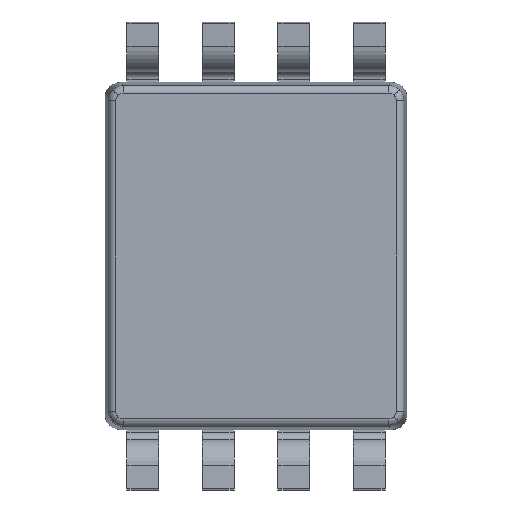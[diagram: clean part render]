
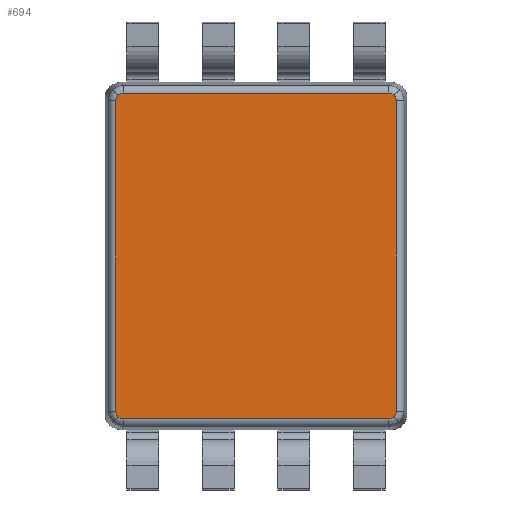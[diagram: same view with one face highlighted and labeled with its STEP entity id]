
A CAD part, front view. The second image highlights one B-rep face of the part: STEP entity #694.
In plain terms, the highlighted planar face has unit normal (0, -1, 0).
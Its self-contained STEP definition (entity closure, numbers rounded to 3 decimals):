
#61 = CARTESIAN_POINT ( 'NONE',  ( -0.929, -0.45, 1.029 ) ) ;
#209 = CARTESIAN_POINT ( 'NONE',  ( 0.905, -0.45, 1.074 ) ) ;
#211 = ORIENTED_EDGE ( 'NONE', *, *, #1611, .T. ) ;
#252 = DIRECTION ( 'NONE',  ( 0., 1., 0. ) ) ;
#318 = VERTEX_POINT ( 'NONE', #1088 ) ;
#399 =( BOUNDED_CURVE ( )  B_SPLINE_CURVE ( 3, ( #631, #3606, #2803, #3239 ),
 .UNSPECIFIED., .F., .T. ) 
 B_SPLINE_CURVE_WITH_KNOTS ( ( 4, 4 ),
 ( 5.499, 6.283 ),
 .UNSPECIFIED. ) 
 CURVE ( )  GEOMETRIC_REPRESENTATION_ITEM ( )  RATIONAL_B_SPLINE_CURVE ( ( 1., 0.949, 0.949, 1. ) ) 
 REPRESENTATION_ITEM ( '' )  );
#420 = CARTESIAN_POINT ( 'NONE',  ( 0.879, -0.45, 1.079 ) ) ;
#425 = VECTOR ( 'NONE', #3420, 1000. ) ;
#458 =( BOUNDED_CURVE ( )  B_SPLINE_CURVE ( 3, ( #2975, #1482, #3700, #2597 ),
 .UNSPECIFIED., .F., .F. ) 
 B_SPLINE_CURVE_WITH_KNOTS ( ( 4, 4 ),
 ( 5.499, 6.283 ),
 .UNSPECIFIED. ) 
 CURVE ( )  GEOMETRIC_REPRESENTATION_ITEM ( )  RATIONAL_B_SPLINE_CURVE ( ( 1., 0.949, 0.949, 1. ) ) 
 REPRESENTATION_ITEM ( '' )  );
#531 = CARTESIAN_POINT ( 'NONE',  ( -0.914, -0.45, 1.064 ) ) ;
#545 = VERTEX_POINT ( 'NONE', #3258 ) ;
#631 = CARTESIAN_POINT ( 'NONE',  ( -0.929, -0.45, -1.029 ) ) ;
#638 = ORIENTED_EDGE ( 'NONE', *, *, #4140, .T. ) ;
#655 = VECTOR ( 'NONE', #1891, 1000. ) ;
#666 = EDGE_CURVE ( 'NONE', #2417, #3321, #4535, .T. ) ;
#694 = ADVANCED_FACE ( 'NONE', ( #1657 ), #3666, .F. ) ;
#759 = EDGE_CURVE ( 'NONE', #4574, #2124, #4645, .T. ) ;
#767 =( BOUNDED_CURVE ( )  B_SPLINE_CURVE ( 3, ( #4492, #3757, #782, #3791 ),
 .UNSPECIFIED., .F., .T. ) 
 B_SPLINE_CURVE_WITH_KNOTS ( ( 4, 4 ),
 ( 5.499, 6.283 ),
 .UNSPECIFIED. ) 
 CURVE ( )  GEOMETRIC_REPRESENTATION_ITEM ( )  RATIONAL_B_SPLINE_CURVE ( ( 1., 0.949, 0.949, 1. ) ) 
 REPRESENTATION_ITEM ( '' )  );
#782 = CARTESIAN_POINT ( 'NONE',  ( 0.924, -0.45, 1.055 ) ) ;
#797 = ORIENTED_EDGE ( 'NONE', *, *, #1868, .T. ) ;
#820 = VECTOR ( 'NONE', #2269, 1000. ) ;
#850 =( BOUNDED_CURVE ( )  B_SPLINE_CURVE ( 3, ( #531, #1662, #3616, #2849 ),
 .UNSPECIFIED., .F., .F. ) 
 B_SPLINE_CURVE_WITH_KNOTS ( ( 4, 4 ),
 ( 0., 0.784 ),
 .UNSPECIFIED. ) 
 CURVE ( )  GEOMETRIC_REPRESENTATION_ITEM ( )  RATIONAL_B_SPLINE_CURVE ( ( 1., 0.949, 0.949, 1. ) ) 
 REPRESENTATION_ITEM ( '' )  );
#1008 = ORIENTED_EDGE ( 'NONE', *, *, #2632, .T. ) ;
#1088 = CARTESIAN_POINT ( 'NONE',  ( -0.929, -0.45, -1.029 ) ) ;
#1108 = DIRECTION ( 'NONE',  ( 0., 0., -1. ) ) ;
#1119 = CARTESIAN_POINT ( 'NONE',  ( 0.929, -0.45, 1.027 ) ) ;
#1126 = CARTESIAN_POINT ( 'NONE',  ( 0.877, -0.45, -1.079 ) ) ;
#1167 = CARTESIAN_POINT ( 'NONE',  ( -0.905, -0.45, -1.074 ) ) ;
#1261 =( BOUNDED_CURVE ( )  B_SPLINE_CURVE ( 3, ( #3913, #1167, #3556, #2410 ),
 .UNSPECIFIED., .F., .T. ) 
 B_SPLINE_CURVE_WITH_KNOTS ( ( 4, 4 ),
 ( 0., 0.784 ),
 .UNSPECIFIED. ) 
 CURVE ( )  GEOMETRIC_REPRESENTATION_ITEM ( )  RATIONAL_B_SPLINE_CURVE ( ( 1., 0.949, 0.949, 1. ) ) 
 REPRESENTATION_ITEM ( '' )  );
#1474 = VERTEX_POINT ( 'NONE', #4041 ) ;
#1482 = CARTESIAN_POINT ( 'NONE',  ( -0.892, -0.45, 1.079 ) ) ;
#1611 = EDGE_CURVE ( 'NONE', #3321, #3498, #458, .T. ) ;
#1657 = FACE_OUTER_BOUND ( 'NONE', #3816, .T. ) ;
#1662 = CARTESIAN_POINT ( 'NONE',  ( -0.924, -0.45, 1.055 ) ) ;
#1801 = ORIENTED_EDGE ( 'NONE', *, *, #759, .T. ) ;
#1804 = VERTEX_POINT ( 'NONE', #3493 ) ;
#1868 = EDGE_CURVE ( 'NONE', #545, #2417, #3908, .T. ) ;
#1881 = CARTESIAN_POINT ( 'NONE',  ( 0.914, -0.45, -1.064 ) ) ;
#1891 = DIRECTION ( 'NONE',  ( 0., 0., 1. ) ) ;
#1970 = EDGE_CURVE ( 'NONE', #3498, #2286, #850, .T. ) ;
#2000 = ORIENTED_EDGE ( 'NONE', *, *, #666, .T. ) ;
#2036 = EDGE_CURVE ( 'NONE', #1474, #3299, #2139, .T. ) ;
#2071 = CARTESIAN_POINT ( 'NONE',  ( 0.879, -0.45, 1.079 ) ) ;
#2103 = CARTESIAN_POINT ( 'NONE',  ( 0.929, -0.45, -1.029 ) ) ;
#2124 = VERTEX_POINT ( 'NONE', #2948 ) ;
#2139 =( BOUNDED_CURVE ( )  B_SPLINE_CURVE ( 3, ( #4743, #2873, #4695, #2502 ),
 .UNSPECIFIED., .F., .F. ) 
 B_SPLINE_CURVE_WITH_KNOTS ( ( 4, 4 ),
 ( 5.499, 6.283 ),
 .UNSPECIFIED. ) 
 CURVE ( )  GEOMETRIC_REPRESENTATION_ITEM ( )  RATIONAL_B_SPLINE_CURVE ( ( 1., 0.949, 0.949, 1. ) ) 
 REPRESENTATION_ITEM ( '' )  );
#2144 = CARTESIAN_POINT ( 'NONE',  ( -0.879, -0.45, -1.079 ) ) ;
#2269 = DIRECTION ( 'NONE',  ( 1., 0., 0. ) ) ;
#2286 = VERTEX_POINT ( 'NONE', #61 ) ;
#2291 = ORIENTED_EDGE ( 'NONE', *, *, #2475, .T. ) ;
#2410 = CARTESIAN_POINT ( 'NONE',  ( -0.879, -0.45, -1.079 ) ) ;
#2417 = VERTEX_POINT ( 'NONE', #420 ) ;
#2475 = EDGE_CURVE ( 'NONE', #2124, #545, #767, .T. ) ;
#2496 = CARTESIAN_POINT ( 'NONE',  ( 0., -0.45, 0. ) ) ;
#2502 = CARTESIAN_POINT ( 'NONE',  ( 0.914, -0.45, -1.064 ) ) ;
#2536 = EDGE_CURVE ( 'NONE', #1804, #3154, #1261, .T. ) ;
#2597 = CARTESIAN_POINT ( 'NONE',  ( -0.914, -0.45, 1.064 ) ) ;
#2603 =( BOUNDED_CURVE ( )  B_SPLINE_CURVE ( 3, ( #2887, #4360, #3234, #2103 ),
 .UNSPECIFIED., .F., .T. ) 
 B_SPLINE_CURVE_WITH_KNOTS ( ( 4, 4 ),
 ( 0., 0.784 ),
 .UNSPECIFIED. ) 
 CURVE ( )  GEOMETRIC_REPRESENTATION_ITEM ( )  RATIONAL_B_SPLINE_CURVE ( ( 1., 0.949, 0.949, 1. ) ) 
 REPRESENTATION_ITEM ( '' )  );
#2632 = EDGE_CURVE ( 'NONE', #318, #1804, #399, .T. ) ;
#2696 = ORIENTED_EDGE ( 'NONE', *, *, #4430, .T. ) ;
#2752 = LINE ( 'NONE', #1126, #820 ) ;
#2803 = CARTESIAN_POINT ( 'NONE',  ( -0.924, -0.45, -1.055 ) ) ;
#2849 = CARTESIAN_POINT ( 'NONE',  ( -0.929, -0.45, 1.029 ) ) ;
#2863 = DIRECTION ( 'NONE',  ( 0., 0., 1. ) ) ;
#2873 = CARTESIAN_POINT ( 'NONE',  ( 0.892, -0.45, -1.079 ) ) ;
#2887 = CARTESIAN_POINT ( 'NONE',  ( 0.914, -0.45, -1.064 ) ) ;
#2913 = ORIENTED_EDGE ( 'NONE', *, *, #1970, .T. ) ;
#2948 = CARTESIAN_POINT ( 'NONE',  ( 0.929, -0.45, 1.029 ) ) ;
#2975 = CARTESIAN_POINT ( 'NONE',  ( -0.879, -0.45, 1.079 ) ) ;
#3103 = ORIENTED_EDGE ( 'NONE', *, *, #3303, .T. ) ;
#3138 = CARTESIAN_POINT ( 'NONE',  ( 0.914, -0.45, 1.064 ) ) ;
#3154 = VERTEX_POINT ( 'NONE', #2144 ) ;
#3156 = VECTOR ( 'NONE', #1108, 1000. ) ;
#3234 = CARTESIAN_POINT ( 'NONE',  ( 0.929, -0.45, -1.042 ) ) ;
#3239 = CARTESIAN_POINT ( 'NONE',  ( -0.914, -0.45, -1.064 ) ) ;
#3258 = CARTESIAN_POINT ( 'NONE',  ( 0.914, -0.45, 1.064 ) ) ;
#3299 = VERTEX_POINT ( 'NONE', #1881 ) ;
#3303 = EDGE_CURVE ( 'NONE', #3154, #1474, #2752, .T. ) ;
#3321 = VERTEX_POINT ( 'NONE', #3818 ) ;
#3393 = CARTESIAN_POINT ( 'NONE',  ( -0.929, -0.45, -1.027 ) ) ;
#3420 = DIRECTION ( 'NONE',  ( -1., 0., 0. ) ) ;
#3432 = CARTESIAN_POINT ( 'NONE',  ( -0.877, -0.45, 1.079 ) ) ;
#3493 = CARTESIAN_POINT ( 'NONE',  ( -0.914, -0.45, -1.064 ) ) ;
#3498 = VERTEX_POINT ( 'NONE', #3505 ) ;
#3505 = CARTESIAN_POINT ( 'NONE',  ( -0.914, -0.45, 1.064 ) ) ;
#3556 = CARTESIAN_POINT ( 'NONE',  ( -0.892, -0.45, -1.079 ) ) ;
#3606 = CARTESIAN_POINT ( 'NONE',  ( -0.929, -0.45, -1.042 ) ) ;
#3616 = CARTESIAN_POINT ( 'NONE',  ( -0.929, -0.45, 1.042 ) ) ;
#3666 = PLANE ( 'NONE',  #4748 ) ;
#3700 = CARTESIAN_POINT ( 'NONE',  ( -0.905, -0.45, 1.074 ) ) ;
#3723 = ORIENTED_EDGE ( 'NONE', *, *, #2036, .T. ) ;
#3757 = CARTESIAN_POINT ( 'NONE',  ( 0.929, -0.45, 1.042 ) ) ;
#3791 = CARTESIAN_POINT ( 'NONE',  ( 0.914, -0.45, 1.064 ) ) ;
#3816 = EDGE_LOOP ( 'NONE', ( #2696, #1008, #4208, #3103, #3723, #638, #1801, #2291, #797, #2000, #211, #2913 ) ) ;
#3818 = CARTESIAN_POINT ( 'NONE',  ( -0.879, -0.45, 1.079 ) ) ;
#3857 = CARTESIAN_POINT ( 'NONE',  ( 0.929, -0.45, -1.029 ) ) ;
#3908 =( BOUNDED_CURVE ( )  B_SPLINE_CURVE ( 3, ( #3138, #209, #4335, #2071 ),
 .UNSPECIFIED., .F., .F. ) 
 B_SPLINE_CURVE_WITH_KNOTS ( ( 4, 4 ),
 ( 0., 0.784 ),
 .UNSPECIFIED. ) 
 CURVE ( )  GEOMETRIC_REPRESENTATION_ITEM ( )  RATIONAL_B_SPLINE_CURVE ( ( 1., 0.949, 0.949, 1. ) ) 
 REPRESENTATION_ITEM ( '' )  );
#3913 = CARTESIAN_POINT ( 'NONE',  ( -0.914, -0.45, -1.064 ) ) ;
#3995 = LINE ( 'NONE', #3393, #3156 ) ;
#4041 = CARTESIAN_POINT ( 'NONE',  ( 0.879, -0.45, -1.079 ) ) ;
#4140 = EDGE_CURVE ( 'NONE', #3299, #4574, #2603, .T. ) ;
#4208 = ORIENTED_EDGE ( 'NONE', *, *, #2536, .T. ) ;
#4335 = CARTESIAN_POINT ( 'NONE',  ( 0.892, -0.45, 1.079 ) ) ;
#4360 = CARTESIAN_POINT ( 'NONE',  ( 0.924, -0.45, -1.055 ) ) ;
#4430 = EDGE_CURVE ( 'NONE', #2286, #318, #3995, .T. ) ;
#4492 = CARTESIAN_POINT ( 'NONE',  ( 0.929, -0.45, 1.029 ) ) ;
#4535 = LINE ( 'NONE', #3432, #425 ) ;
#4574 = VERTEX_POINT ( 'NONE', #3857 ) ;
#4645 = LINE ( 'NONE', #1119, #655 ) ;
#4695 = CARTESIAN_POINT ( 'NONE',  ( 0.905, -0.45, -1.074 ) ) ;
#4743 = CARTESIAN_POINT ( 'NONE',  ( 0.879, -0.45, -1.079 ) ) ;
#4748 = AXIS2_PLACEMENT_3D ( 'NONE', #2496, #252, #2863 ) ;
